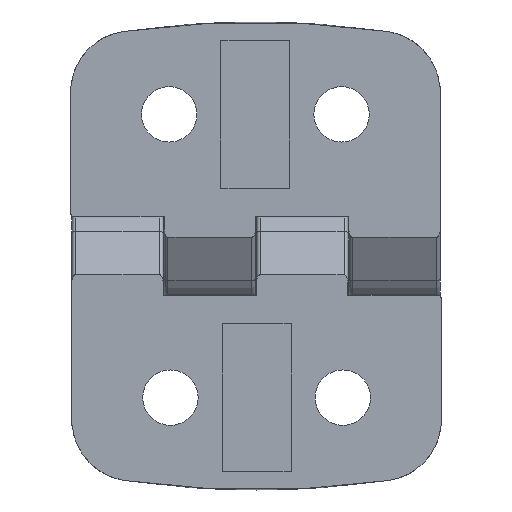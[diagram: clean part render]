
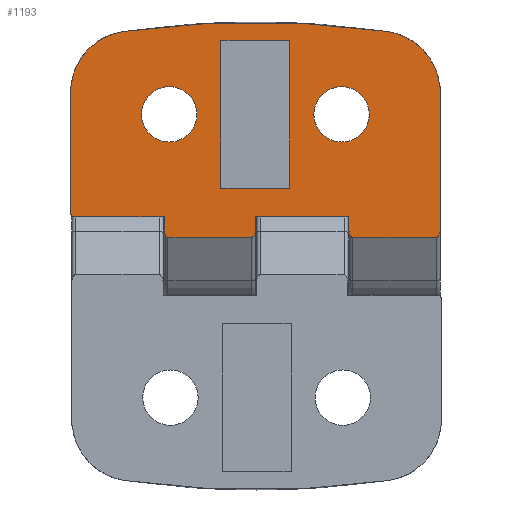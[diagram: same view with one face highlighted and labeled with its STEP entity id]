
A CAD part, front view. The second image highlights one B-rep face of the part: STEP entity #1193.
In plain terms, the highlighted planar face has unit normal (0, -1, 0).
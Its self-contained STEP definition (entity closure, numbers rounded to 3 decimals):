
#35=PLANE('',#1294);
#59=ELLIPSE('',#1295,0.6,0.3);
#60=ELLIPSE('',#1296,0.6,0.3);
#61=ELLIPSE('',#1297,0.6,0.3);
#62=ELLIPSE('',#1298,0.6,0.3);
#63=ELLIPSE('',#1301,0.312,0.3);
#95=LINE('',#2032,#151);
#96=LINE('',#2036,#152);
#97=LINE('',#2040,#153);
#98=LINE('',#2042,#154);
#99=LINE('',#2044,#155);
#100=LINE('',#2048,#156);
#101=LINE('',#2052,#157);
#102=LINE('',#2054,#158);
#103=LINE('',#2059,#159);
#104=LINE('',#2061,#160);
#105=LINE('',#2064,#161);
#106=LINE('',#2067,#162);
#107=LINE('',#2069,#163);
#108=LINE('',#2071,#164);
#109=LINE('',#2072,#165);
#151=VECTOR('',#1464,1.074);
#152=VECTOR('',#1467,6.8);
#153=VECTOR('',#1470,1.074);
#154=VECTOR('',#1471,7.6);
#155=VECTOR('',#1472,1.074);
#156=VECTOR('',#1475,6.8);
#157=VECTOR('',#1478,11.656);
#158=VECTOR('',#1479,0.025);
#159=VECTOR('',#1484,0.025);
#160=VECTOR('',#1485,10.27);
#161=VECTOR('',#1488,7.3);
#162=VECTOR('',#1489,12.);
#163=VECTOR('',#1490,5.6);
#164=VECTOR('',#1491,12.);
#165=VECTOR('',#1492,5.6);
#233=FACE_BOUND('',#393,.T.);
#234=FACE_BOUND('',#394,.T.);
#235=FACE_BOUND('',#395,.T.);
#311=FACE_OUTER_BOUND('',#392,.T.);
#392=EDGE_LOOP('',(#888,#889,#890,#891,#892,#893,#894,#895,#896,#897,#898,
#899,#900,#901,#902,#903,#904,#905,#906));
#393=EDGE_LOOP('',(#907,#908,#909,#910));
#394=EDGE_LOOP('',(#911));
#395=EDGE_LOOP('',(#912));
#467=CIRCLE('',#1266,2.25);
#468=CIRCLE('',#1268,2.25);
#477=CIRCLE('',#1281,75.);
#485=CIRCLE('',#1299,5.);
#486=CIRCLE('',#1300,5.);
#534=VERTEX_POINT('',#1820);
#535=VERTEX_POINT('',#1823);
#547=VERTEX_POINT('',#1860);
#548=VERTEX_POINT('',#1862);
#571=VERTEX_POINT('',#2030);
#572=VERTEX_POINT('',#2031);
#573=VERTEX_POINT('',#2033);
#574=VERTEX_POINT('',#2035);
#575=VERTEX_POINT('',#2037);
#576=VERTEX_POINT('',#2039);
#577=VERTEX_POINT('',#2041);
#578=VERTEX_POINT('',#2043);
#579=VERTEX_POINT('',#2045);
#580=VERTEX_POINT('',#2047);
#581=VERTEX_POINT('',#2049);
#582=VERTEX_POINT('',#2051);
#583=VERTEX_POINT('',#2053);
#584=VERTEX_POINT('',#2056);
#585=VERTEX_POINT('',#2058);
#586=VERTEX_POINT('',#2060);
#587=VERTEX_POINT('',#2062);
#588=VERTEX_POINT('',#2065);
#589=VERTEX_POINT('',#2066);
#590=VERTEX_POINT('',#2068);
#591=VERTEX_POINT('',#2070);
#652=EDGE_CURVE('',#534,#534,#467,.T.);
#653=EDGE_CURVE('',#535,#535,#468,.T.);
#665=EDGE_CURVE('',#547,#548,#477,.T.);
#693=EDGE_CURVE('',#571,#572,#95,.T.);
#694=EDGE_CURVE('',#571,#573,#59,.T.);
#695=EDGE_CURVE('',#573,#574,#96,.T.);
#696=EDGE_CURVE('',#574,#575,#60,.T.);
#697=EDGE_CURVE('',#575,#576,#97,.T.);
#698=EDGE_CURVE('',#577,#576,#98,.T.);
#699=EDGE_CURVE('',#578,#577,#99,.T.);
#700=EDGE_CURVE('',#578,#579,#61,.T.);
#701=EDGE_CURVE('',#579,#580,#100,.T.);
#702=EDGE_CURVE('',#580,#581,#62,.T.);
#703=EDGE_CURVE('',#581,#582,#101,.T.);
#704=EDGE_CURVE('',#583,#582,#102,.T.);
#705=EDGE_CURVE('',#548,#583,#485,.T.);
#706=EDGE_CURVE('',#584,#547,#486,.T.);
#707=EDGE_CURVE('',#585,#584,#103,.T.);
#708=EDGE_CURVE('',#586,#585,#104,.T.);
#709=EDGE_CURVE('',#586,#587,#63,.T.);
#710=EDGE_CURVE('',#587,#572,#105,.T.);
#711=EDGE_CURVE('',#588,#589,#106,.T.);
#712=EDGE_CURVE('',#590,#588,#107,.T.);
#713=EDGE_CURVE('',#591,#590,#108,.T.);
#714=EDGE_CURVE('',#589,#591,#109,.T.);
#888=ORIENTED_EDGE('',*,*,#693,.F.);
#889=ORIENTED_EDGE('',*,*,#694,.T.);
#890=ORIENTED_EDGE('',*,*,#695,.T.);
#891=ORIENTED_EDGE('',*,*,#696,.T.);
#892=ORIENTED_EDGE('',*,*,#697,.T.);
#893=ORIENTED_EDGE('',*,*,#698,.F.);
#894=ORIENTED_EDGE('',*,*,#699,.F.);
#895=ORIENTED_EDGE('',*,*,#700,.T.);
#896=ORIENTED_EDGE('',*,*,#701,.T.);
#897=ORIENTED_EDGE('',*,*,#702,.T.);
#898=ORIENTED_EDGE('',*,*,#703,.T.);
#899=ORIENTED_EDGE('',*,*,#704,.F.);
#900=ORIENTED_EDGE('',*,*,#705,.F.);
#901=ORIENTED_EDGE('',*,*,#665,.F.);
#902=ORIENTED_EDGE('',*,*,#706,.F.);
#903=ORIENTED_EDGE('',*,*,#707,.F.);
#904=ORIENTED_EDGE('',*,*,#708,.F.);
#905=ORIENTED_EDGE('',*,*,#709,.T.);
#906=ORIENTED_EDGE('',*,*,#710,.T.);
#907=ORIENTED_EDGE('',*,*,#711,.F.);
#908=ORIENTED_EDGE('',*,*,#712,.F.);
#909=ORIENTED_EDGE('',*,*,#713,.F.);
#910=ORIENTED_EDGE('',*,*,#714,.F.);
#911=ORIENTED_EDGE('',*,*,#652,.F.);
#912=ORIENTED_EDGE('',*,*,#653,.F.);
#1193=ADVANCED_FACE('',(#311,#233,#234,#235),#35,.T.);
#1266=AXIS2_PLACEMENT_3D('',#1821,#1400,#1401);
#1268=AXIS2_PLACEMENT_3D('',#1824,#1404,#1405);
#1281=AXIS2_PLACEMENT_3D('',#1863,#1431,#1432);
#1294=AXIS2_PLACEMENT_3D('',#2029,#1462,#1463);
#1295=AXIS2_PLACEMENT_3D('',#2034,#1465,#1466);
#1296=AXIS2_PLACEMENT_3D('',#2038,#1468,#1469);
#1297=AXIS2_PLACEMENT_3D('',#2046,#1473,#1474);
#1298=AXIS2_PLACEMENT_3D('',#2050,#1476,#1477);
#1299=AXIS2_PLACEMENT_3D('',#2055,#1480,#1481);
#1300=AXIS2_PLACEMENT_3D('',#2057,#1482,#1483);
#1301=AXIS2_PLACEMENT_3D('',#2063,#1486,#1487);
#1400=DIRECTION('center_axis',(0.,-1.,0.));
#1401=DIRECTION('ref_axis',(0.,0.,
1.));
#1404=DIRECTION('center_axis',(0.,-1.,0.));
#1405=DIRECTION('ref_axis',(0.,0.,
-1.));
#1431=DIRECTION('center_axis',(0.,1.,0.));
#1432=DIRECTION('ref_axis',(0.,0.,-1.));
#1462=DIRECTION('center_axis',(0.,-1.,0.));
#1463=DIRECTION('ref_axis',(0.,0.,1.));
#1464=DIRECTION('',(0.,0.,-1.));
#1465=DIRECTION('center_axis',(0.,-1.,0.));
#1466=DIRECTION('ref_axis',(0.,0.,-1.));
#1467=DIRECTION('',(-1.,0.,0.));
#1468=DIRECTION('center_axis',(0.,-1.,0.));
#1469=DIRECTION('ref_axis',(0.,0.,
-1.));
#1470=DIRECTION('',(0.,0.,-1.));
#1471=DIRECTION('',(1.,0.,0.));
#1472=DIRECTION('',(0.,0.,-1.));
#1473=DIRECTION('center_axis',(0.,-1.,0.));
#1474=DIRECTION('ref_axis',(0.,0.,
-1.));
#1475=DIRECTION('',(-1.,0.,0.));
#1476=DIRECTION('center_axis',(0.,-1.,0.));
#1477=DIRECTION('ref_axis',(0.,0.,
-1.));
#1478=DIRECTION('',(0.,0.,-1.));
#1479=DIRECTION('',(-1.,0.,0.));
#1480=DIRECTION('center_axis',(0.,1.,0.));
#1481=DIRECTION('ref_axis',(0.,0.,
-1.));
#1482=DIRECTION('center_axis',(0.,1.,0.));
#1483=DIRECTION('ref_axis',(0.,0.,
1.));
#1484=DIRECTION('',(-1.,0.,0.));
#1485=DIRECTION('',(0.,0.,-1.));
#1486=DIRECTION('center_axis',(0.,-1.,0.));
#1487=DIRECTION('ref_axis',(0.,0.,-1.));
#1488=DIRECTION('',(-1.,0.,0.));
#1489=DIRECTION('',(0.,0.,1.));
#1490=DIRECTION('',(1.,0.,0.));
#1491=DIRECTION('',(0.,0.,-1.));
#1492=DIRECTION('',(-1.,0.,0.));
#1820=CARTESIAN_POINT('',(-7.,0.,-13.75));
#1821=CARTESIAN_POINT('Origin',(-7.,0.,-11.5));
#1823=CARTESIAN_POINT('',(7.,0.,-13.75));
#1824=CARTESIAN_POINT('Origin',(7.,0.,-11.5));
#1860=CARTESIAN_POINT('',(10.714,0.,-18.231));
#1862=CARTESIAN_POINT('',(-10.714,0.,-18.231));
#1863=CARTESIAN_POINT('Origin',(0.,0.,
56.));
#2029=CARTESIAN_POINT('Origin',(15.,0.,-19.));
#2030=CARTESIAN_POINT('',(7.4,0.,-2.126));
#2031=CARTESIAN_POINT('',(7.4,0.,-3.2));
#2032=CARTESIAN_POINT('',(7.4,0.,5.07));
#2033=CARTESIAN_POINT('',(7.1,0.,-1.526));
#2034=CARTESIAN_POINT('Origin',(7.1,0.,-2.126));
#2035=CARTESIAN_POINT('',(0.3,0.,-1.526));
#2036=CARTESIAN_POINT('',(15.,0.,-1.526));
#2037=CARTESIAN_POINT('',(0.,0.,-2.126));
#2038=CARTESIAN_POINT('Origin',(0.3,0.,
-2.126));
#2039=CARTESIAN_POINT('',(0.,0.,-3.2));
#2040=CARTESIAN_POINT('',(0.,0.,5.07));
#2041=CARTESIAN_POINT('',(-7.6,0.,-3.2));
#2042=CARTESIAN_POINT('',(-7.6,0.,-3.2));
#2043=CARTESIAN_POINT('',(-7.6,0.,-2.126));
#2044=CARTESIAN_POINT('',(-7.6,0.,5.07));
#2045=CARTESIAN_POINT('',(-7.9,0.,-1.526));
#2046=CARTESIAN_POINT('Origin',(-7.9,0.,-2.126));
#2047=CARTESIAN_POINT('',(-14.7,0.,-1.526));
#2048=CARTESIAN_POINT('',(15.,0.,-1.526));
#2049=CARTESIAN_POINT('',(-15.,0.,-2.126));
#2050=CARTESIAN_POINT('Origin',(-14.7,0.,
-2.126));
#2051=CARTESIAN_POINT('',(-15.,0.,-13.782));
#2052=CARTESIAN_POINT('',(-15.,0.,-1.75));
#2053=CARTESIAN_POINT('',(-14.975,0.,-13.782));
#2054=CARTESIAN_POINT('',(-14.975,0.,-13.782));
#2055=CARTESIAN_POINT('Origin',(-10.,0.,-13.282));
#2056=CARTESIAN_POINT('',(14.975,0.,-13.782));
#2057=CARTESIAN_POINT('Origin',(10.,0.,-13.282));
#2058=CARTESIAN_POINT('',(15.,0.,-13.782));
#2059=CARTESIAN_POINT('',(14.975,0.,-13.782));
#2060=CARTESIAN_POINT('',(15.,0.,-3.512));
#2061=CARTESIAN_POINT('',(15.,0.,-1.75));
#2062=CARTESIAN_POINT('',(14.7,0.,-3.2));
#2063=CARTESIAN_POINT('Origin',(14.7,0.,-3.512));
#2064=CARTESIAN_POINT('',(15.16,0.,-3.2));
#2065=CARTESIAN_POINT('',(2.8,0.,-17.5));
#2066=CARTESIAN_POINT('',(2.8,0.,-5.5));
#2067=CARTESIAN_POINT('',(2.8,0.,-5.5));
#2068=CARTESIAN_POINT('',(-2.8,0.,-17.5));
#2069=CARTESIAN_POINT('',(2.8,0.,-17.5));
#2070=CARTESIAN_POINT('',(-2.8,0.,-5.5));
#2071=CARTESIAN_POINT('',(-2.8,0.,-5.5));
#2072=CARTESIAN_POINT('',(2.8,0.,-5.5));
